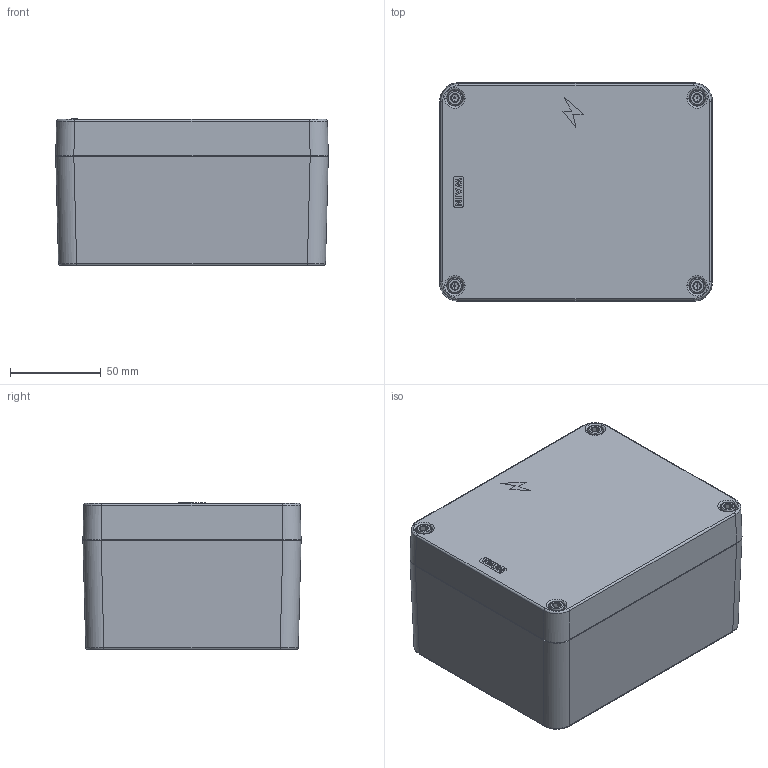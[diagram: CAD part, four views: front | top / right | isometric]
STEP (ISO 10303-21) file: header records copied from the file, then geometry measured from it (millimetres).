
FILE_DESCRIPTION((''),'2;1');
FILE_NAME('ASM0019_ASM','2024-03-19T',('13001'),(''),'PRO/ENGINEER BY PARAMETRIC TECHNOLOGY CORPORATION, 2012480','PRO/ENGINEER BY PARAMETRIC TECHNOLOGY CORPORATION, 2012480','');
FILE_SCHEMA(('CONFIG_CONTROL_DESIGN'));
Length unit declared in the file: millimetre
Products named in the file (6): PRT0043; PRT0044; PRT0045; PRT0046; ASM0020_ASM; ASM0019_ASM
Assembly tree (8 placements, depth 3):
  ASM0019_ASM
    ASM0020_ASM
      PRT0043
      PRT0044
      PRT0045
      PRT0046  x4
Bounding box: 150.2 x 120.2 x 80.95 mm (x, y, z)
Volume: 323959.5 mm3; surface area: 164801.1 mm2
Topology: 3 solids, 8 shells, 3511 faces, 8431 edges, 4890 vertices
Faces by surface type: plane 1146, cylinder 1137, cone 1024, torus 126, bspline 68, revolution 8, sphere 2
Entity records: 46810 total; most frequent: CARTESIAN_POINT 18018, ORIENTED_EDGE 6136, DIRECTION 5741, EDGE_CURVE 3128, AXIS2_PLACEMENT_3D 2325, VERTEX_POINT 1860, EDGE_LOOP 1337, FACE_OUTER_BOUND 1288
